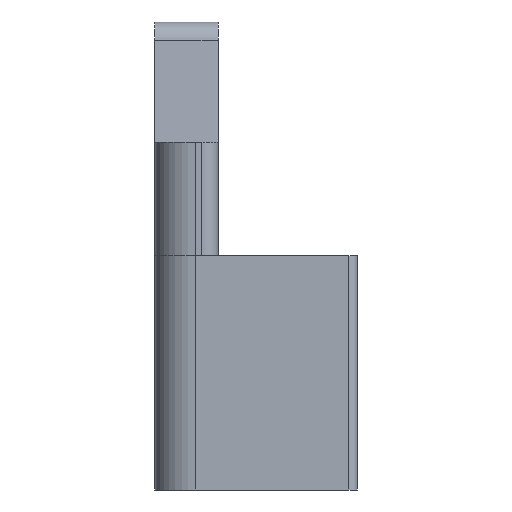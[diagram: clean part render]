
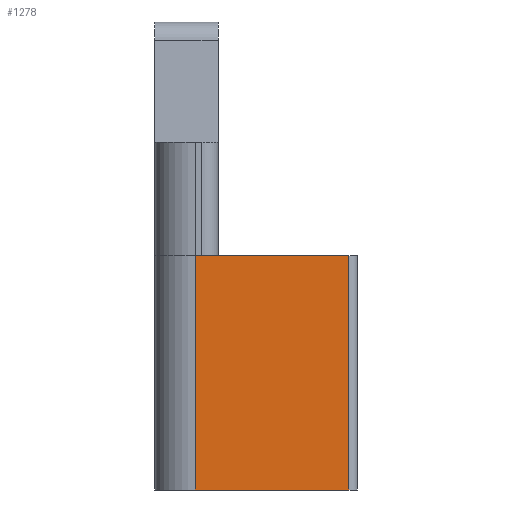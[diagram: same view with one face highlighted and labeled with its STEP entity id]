
A CAD part, front view. The second image highlights one B-rep face of the part: STEP entity #1278.
In plain terms, the highlighted planar face has unit normal (0, -1, 0).
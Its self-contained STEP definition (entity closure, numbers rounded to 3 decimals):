
#1078=CARTESIAN_POINT('',(-36.521,2.943,7.));
#1079=VERTEX_POINT('',#1078);
#1087=CARTESIAN_POINT('',(-55.521,2.943,7.));
#1088=VERTEX_POINT('',#1087);
#1089=CARTESIAN_POINT('',(-55.521,2.943,7.));
#1090=DIRECTION('',(1.,0.,0.));
#1091=VECTOR('',#1090,19.);
#1092=LINE('',#1089,#1091);
#1093=EDGE_CURVE('',#1088,#1079,#1092,.T.);
#1248=CARTESIAN_POINT('',(-11.321,2.943,35.05));
#1249=DIRECTION('',(-0.,1.,0.));
#1250=DIRECTION('',(-0.,-0.,1.));
#1251=AXIS2_PLACEMENT_3D('',#1248,#1249,#1250);
#1252=PLANE('',#1251);
#1253=ORIENTED_EDGE('',*,*,#1093,.T.);
#1254=CARTESIAN_POINT('',(-36.521,2.943,36.));
#1255=VERTEX_POINT('',#1254);
#1256=CARTESIAN_POINT('',(-36.521,2.943,7.));
#1257=DIRECTION('',(-0.,-0.,1.));
#1258=VECTOR('',#1257,29.);
#1259=LINE('',#1256,#1258);
#1260=EDGE_CURVE('',#1079,#1255,#1259,.T.);
#1261=ORIENTED_EDGE('',*,*,#1260,.T.);
#1262=CARTESIAN_POINT('',(-55.521,2.943,36.));
#1263=VERTEX_POINT('',#1262);
#1264=CARTESIAN_POINT('',(-55.521,2.943,36.));
#1265=DIRECTION('',(1.,0.,0.));
#1266=VECTOR('',#1265,19.);
#1267=LINE('',#1264,#1266);
#1268=EDGE_CURVE('',#1263,#1255,#1267,.T.);
#1269=ORIENTED_EDGE('',*,*,#1268,.F.);
#1270=CARTESIAN_POINT('',(-55.521,2.943,7.));
#1271=DIRECTION('',(-0.,-0.,1.));
#1272=VECTOR('',#1271,29.);
#1273=LINE('',#1270,#1272);
#1274=EDGE_CURVE('',#1088,#1263,#1273,.T.);
#1275=ORIENTED_EDGE('',*,*,#1274,.F.);
#1276=EDGE_LOOP('',(#1253,#1261,#1269,#1275));
#1277=FACE_BOUND('',#1276,.T.);
#1278=ADVANCED_FACE('',(#1277),#1252,.F.);
